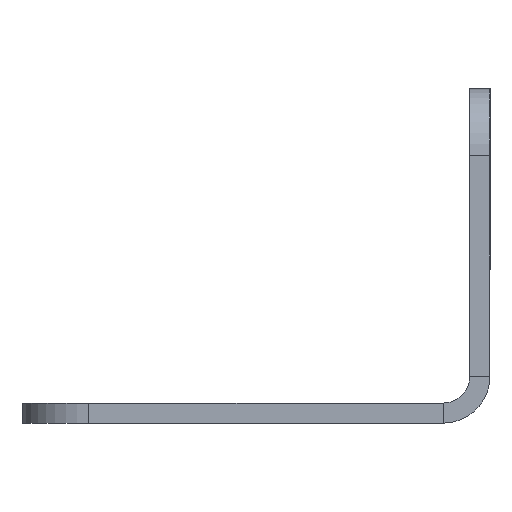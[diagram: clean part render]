
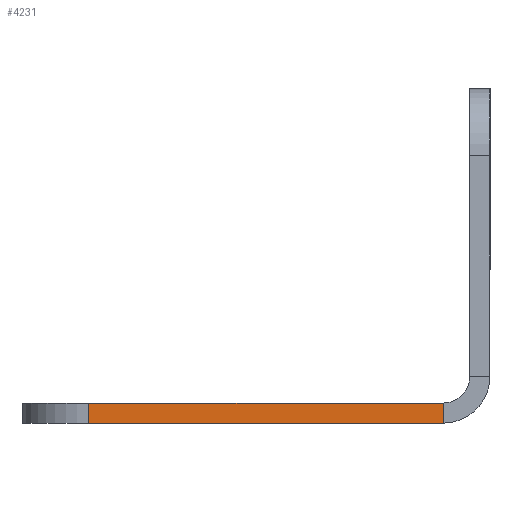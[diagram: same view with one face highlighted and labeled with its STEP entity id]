
A CAD part, left-side view. The second image highlights one B-rep face of the part: STEP entity #4231.
In plain terms, the highlighted planar face has unit normal (-1, 0, 0).
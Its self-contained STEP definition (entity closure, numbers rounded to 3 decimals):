
#75 = VECTOR ( 'NONE', #4435, 1000. ) ;
#199 = EDGE_CURVE ( 'NONE', #1708, #4207, #3137, .T. ) ;
#424 = CARTESIAN_POINT ( 'NONE',  ( -100., 3.5, 1.5 ) ) ;
#438 = CARTESIAN_POINT ( 'NONE',  ( -100., 30., 0. ) ) ;
#733 = CARTESIAN_POINT ( 'NONE',  ( -100., 0., 1.5 ) ) ;
#1007 = VERTEX_POINT ( 'NONE', #3692 ) ;
#1221 = DIRECTION ( 'NONE',  ( 0., 0., -1. ) ) ;
#1384 = CARTESIAN_POINT ( 'NONE',  ( -100., 3.5, 0. ) ) ;
#1503 = ORIENTED_EDGE ( 'NONE', *, *, #199, .T. ) ;
#1678 = CARTESIAN_POINT ( 'NONE',  ( -100., 0., 0. ) ) ;
#1708 = VERTEX_POINT ( 'NONE', #438 ) ;
#1800 = VECTOR ( 'NONE', #4300, 1000. ) ;
#1836 = PLANE ( 'NONE',  #1943 ) ;
#1880 = CARTESIAN_POINT ( 'NONE',  ( -100., 3.5, 0. ) ) ;
#1893 = EDGE_CURVE ( 'NONE', #4207, #4116, #3958, .T. ) ;
#1905 = DIRECTION ( 'NONE',  ( -1., 0., 0. ) ) ;
#1943 = AXIS2_PLACEMENT_3D ( 'NONE', #4008, #1905, #3709 ) ;
#1980 = ORIENTED_EDGE ( 'NONE', *, *, #3560, .T. ) ;
#2289 = FACE_OUTER_BOUND ( 'NONE', #3345, .T. ) ;
#2447 = EDGE_CURVE ( 'NONE', #1007, #4116, #3577, .T. ) ;
#2635 = VECTOR ( 'NONE', #3181, 1000. ) ;
#3137 = LINE ( 'NONE', #1678, #75 ) ;
#3181 = DIRECTION ( 'NONE',  ( 0., 0., 1. ) ) ;
#3282 = ORIENTED_EDGE ( 'NONE', *, *, #2447, .F. ) ;
#3345 = EDGE_LOOP ( 'NONE', ( #3282, #1980, #1503, #4189 ) ) ;
#3560 = EDGE_CURVE ( 'NONE', #1007, #1708, #4445, .T. ) ;
#3577 = LINE ( 'NONE', #733, #1800 ) ;
#3692 = CARTESIAN_POINT ( 'NONE',  ( -100., 30., 1.5 ) ) ;
#3709 = DIRECTION ( 'NONE',  ( 0., 0., 1. ) ) ;
#3958 = LINE ( 'NONE', #1384, #2635 ) ;
#4008 = CARTESIAN_POINT ( 'NONE',  ( -100., 1.5, 3.5 ) ) ;
#4024 = CARTESIAN_POINT ( 'NONE',  ( -100., 30., 3.5 ) ) ;
#4116 = VERTEX_POINT ( 'NONE', #424 ) ;
#4189 = ORIENTED_EDGE ( 'NONE', *, *, #1893, .T. ) ;
#4207 = VERTEX_POINT ( 'NONE', #1880 ) ;
#4211 = VECTOR ( 'NONE', #1221, 1000. ) ;
#4231 = ADVANCED_FACE ( 'NONE', ( #2289 ), #1836, .T. ) ;
#4300 = DIRECTION ( 'NONE',  ( 0., -1., 0. ) ) ;
#4435 = DIRECTION ( 'NONE',  ( 0., -1., 0. ) ) ;
#4445 = LINE ( 'NONE', #4024, #4211 ) ;
